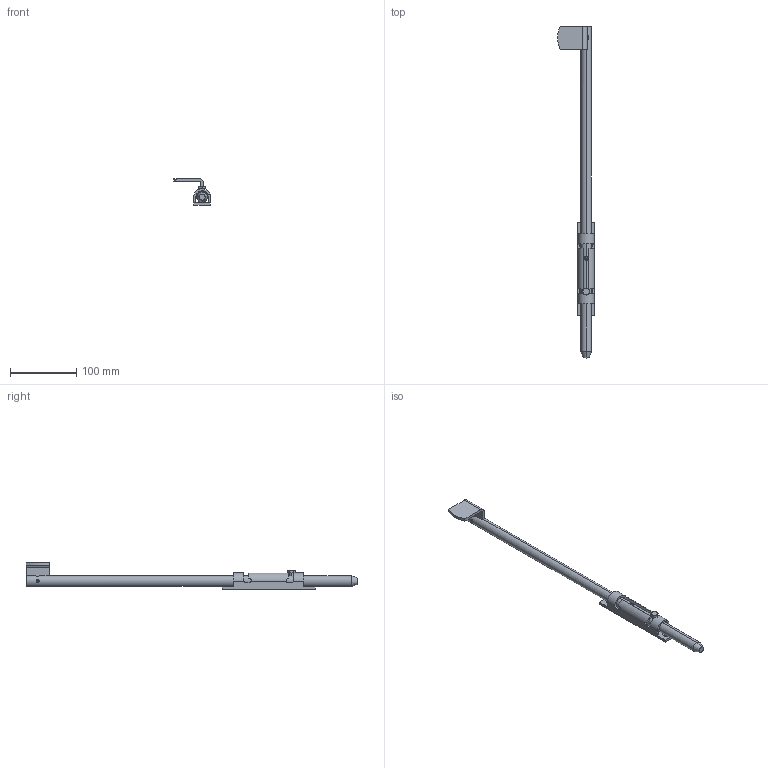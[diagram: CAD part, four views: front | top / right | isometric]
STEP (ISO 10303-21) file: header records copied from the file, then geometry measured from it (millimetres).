
FILE_DESCRIPTION (( 'STEP AP203' ), '1' );
FILE_NAME ('68-A-500.step', '2020-12-10T16:04:00', ( '' ), ( '' ), 'SwSTEP 2.0', 'SolidWorks 2018', '' );
FILE_SCHEMA (( 'CONFIG_CONTROL_DESIGN' ));
Length unit declared in the file: millimetre
Products named in the file (12): 68-A-500; DIN 931; 68-A-X00 Teil2_68-A-500 Teil2; 68-A-X00 Teil2; 68-A-X00 Teil1; DIN 931_DIN 931 M6x15; 68-A-X00 Teil3_68-A-X00 Teil3; 68-A-X00 Teil3; 68-A-X00 Teil1_68-A-500 Teil1; DIN913; DIN913_DIN 913 M5x8
Assembly tree (6 placements, depth 2):
  68-A-500
    68-A-X00 Teil1_68-A-500 Teil1
    68-A-X00 Teil2_68-A-500 Teil2
    68-A-X00 Teil3_68-A-X00 Teil3
    DIN913_DIN 913 M5x8
    DIN 931_DIN 931 M6x15
  68-A-500
    DIN 931
  68-A-X00 Teil2
  68-A-X00 Teil1
  68-A-X00 Teil3
Bounding box: 55.5 x 500 x 40.5 mm (x, y, z)
Volume: 134035.8 mm3; surface area: 49464.3 mm2
Topology: 5 solids, 5 shells, 410 faces, 1097 edges, 714 vertices
Faces by surface type: plane 195, bspline 124, cylinder 55, cone 32, torus 4
Entity records: 23316 total; most frequent: CARTESIAN_POINT 12844, ORIENTED_EDGE 2176, DIRECTION 1510, EDGE_CURVE 1088, VERTEX_POINT 712, LINE 646, VECTOR 646, EDGE_LOOP 448
